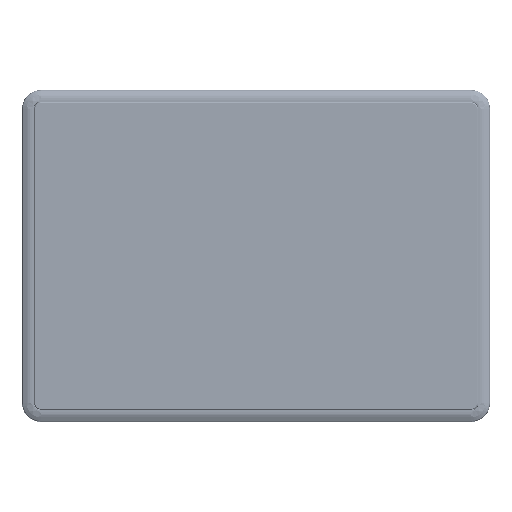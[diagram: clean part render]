
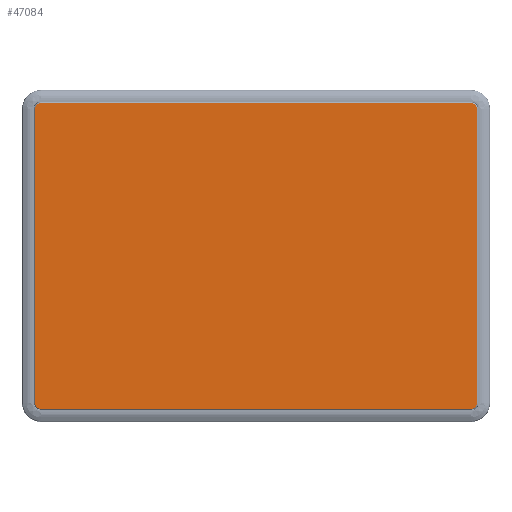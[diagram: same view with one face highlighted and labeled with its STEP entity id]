
A CAD part, top view. The second image highlights one B-rep face of the part: STEP entity #47084.
In plain terms, the highlighted planar face has unit normal (0, 0, 1).
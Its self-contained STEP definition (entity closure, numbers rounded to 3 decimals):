
#1574=PLANE('',#52210);
#5363=LINE('',#106964,#8118);
#5368=LINE('',#106978,#8123);
#5372=LINE('',#106990,#8127);
#5376=LINE('',#107002,#8131);
#8118=VECTOR('',#65058,173.);
#8123=VECTOR('',#65071,253.);
#8127=VECTOR('',#65083,173.);
#8131=VECTOR('',#65095,253.);
#12142=FACE_OUTER_BOUND('',#15271,.T.);
#15271=EDGE_LOOP('',(#42980,#42981,#42982,#42983,#42984,#42985,#42986,#42987));
#18323=CIRCLE('',#52191,3.35);
#18325=CIRCLE('',#52195,3.35);
#18327=CIRCLE('',#52199,3.35);
#18329=CIRCLE('',#52203,3.35);
#22375=VERTEX_POINT('',#106961);
#22376=VERTEX_POINT('',#106963);
#22379=VERTEX_POINT('',#106971);
#22381=VERTEX_POINT('',#106976);
#22383=VERTEX_POINT('',#106983);
#22385=VERTEX_POINT('',#106988);
#22387=VERTEX_POINT('',#106995);
#22389=VERTEX_POINT('',#107000);
#29258=EDGE_CURVE('',#22375,#22376,#5363,.T.);
#29263=EDGE_CURVE('',#22379,#22375,#18323,.T.);
#29265=EDGE_CURVE('',#22381,#22379,#5368,.T.);
#29269=EDGE_CURVE('',#22383,#22381,#18325,.T.);
#29271=EDGE_CURVE('',#22385,#22383,#5372,.T.);
#29275=EDGE_CURVE('',#22387,#22385,#18327,.T.);
#29277=EDGE_CURVE('',#22389,#22387,#5376,.T.);
#29280=EDGE_CURVE('',#22376,#22389,#18329,.T.);
#42980=ORIENTED_EDGE('',*,*,#29258,.F.);
#42981=ORIENTED_EDGE('',*,*,#29263,.F.);
#42982=ORIENTED_EDGE('',*,*,#29265,.F.);
#42983=ORIENTED_EDGE('',*,*,#29269,.F.);
#42984=ORIENTED_EDGE('',*,*,#29271,.F.);
#42985=ORIENTED_EDGE('',*,*,#29275,.F.);
#42986=ORIENTED_EDGE('',*,*,#29277,.F.);
#42987=ORIENTED_EDGE('',*,*,#29280,.F.);
#47084=ADVANCED_FACE('',(#12142),#1574,.T.);
#52191=AXIS2_PLACEMENT_3D('',#106973,#65066,#65067);
#52195=AXIS2_PLACEMENT_3D('',#106985,#65078,#65079);
#52199=AXIS2_PLACEMENT_3D('',#106997,#65090,#65091);
#52203=AXIS2_PLACEMENT_3D('',#107006,#65101,#65102);
#52210=AXIS2_PLACEMENT_3D('',#107025,#65122,#65123);
#65058=DIRECTION('',(0.,1.,0.));
#65066=DIRECTION('center_axis',(0.,0.,-1.));
#65067=DIRECTION('ref_axis',(-0.707,-0.707,0.));
#65071=DIRECTION('',(-1.,0.,0.));
#65078=DIRECTION('center_axis',(0.,0.,-1.));
#65079=DIRECTION('ref_axis',(0.707,-0.707,0.));
#65083=DIRECTION('',(0.,-1.,0.));
#65090=DIRECTION('center_axis',(0.,0.,-1.));
#65091=DIRECTION('ref_axis',(0.707,0.707,0.));
#65095=DIRECTION('',(1.,0.,0.));
#65101=DIRECTION('center_axis',(0.,0.,-1.));
#65102=DIRECTION('ref_axis',(-0.707,0.707,0.));
#65122=DIRECTION('center_axis',(0.,0.,1.));
#65123=DIRECTION('ref_axis',(1.,0.,0.));
#106961=CARTESIAN_POINT('',(-129.85,-86.5,2.));
#106963=CARTESIAN_POINT('',(-129.85,86.5,2.));
#106964=CARTESIAN_POINT('',(-129.85,45.125,2.));
#106971=CARTESIAN_POINT('',(-126.5,-89.85,2.));
#106973=CARTESIAN_POINT('Origin',(-126.5,-86.5,2.));
#106976=CARTESIAN_POINT('',(126.5,-89.85,2.));
#106978=CARTESIAN_POINT('',(-65.125,-89.85,2.));
#106983=CARTESIAN_POINT('',(129.85,-86.5,2.));
#106985=CARTESIAN_POINT('Origin',(126.5,-86.5,2.));
#106988=CARTESIAN_POINT('',(129.85,86.5,2.));
#106990=CARTESIAN_POINT('',(129.85,-45.125,2.));
#106995=CARTESIAN_POINT('',(126.5,89.85,2.));
#106997=CARTESIAN_POINT('Origin',(126.5,86.5,2.));
#107000=CARTESIAN_POINT('',(-126.5,89.85,2.));
#107002=CARTESIAN_POINT('',(65.125,89.85,2.));
#107006=CARTESIAN_POINT('Origin',(-126.5,86.5,2.));
#107025=CARTESIAN_POINT('Origin',(0.,0.,2.));
